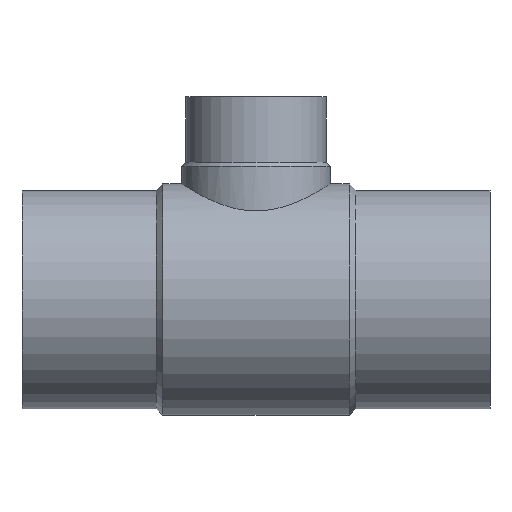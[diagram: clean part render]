
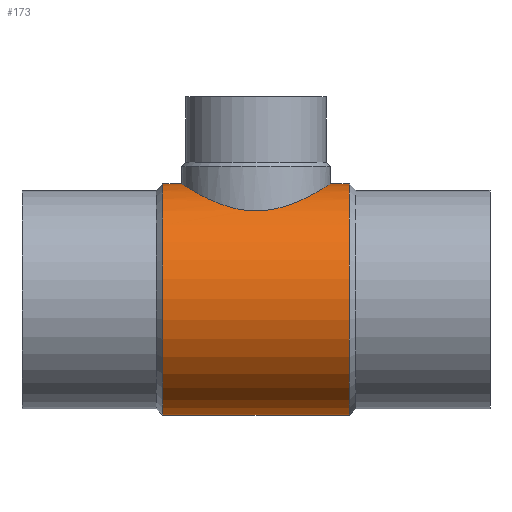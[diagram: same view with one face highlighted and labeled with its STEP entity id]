
A CAD part, top view. The second image highlights one B-rep face of the part: STEP entity #173.
In plain terms, the highlighted cylindrical face has radius 74.15 mm (diameter 148.3 mm), a partial arc.
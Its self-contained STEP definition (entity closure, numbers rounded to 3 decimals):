
#131 = VERTEX_POINT( '', #357 );
#165 = EDGE_CURVE( '', #203, #327, #398, .T. );
#173 = ADVANCED_FACE( '', ( #406 ), #407, .T. );
#177 = VERTEX_POINT( '', #412 );
#189 = VERTEX_POINT( '', #429 );
#195 = EDGE_CURVE( '', #189, #229, #436, .T. );
#203 = VERTEX_POINT( '', #444 );
#229 = VERTEX_POINT( '', #472 );
#253 = EDGE_CURVE( '', #131, #189, #498, .T. );
#293 = EDGE_CURVE( '', #177, #131, #544, .T. );
#303 = EDGE_CURVE( '', #203, #177, #554, .T. );
#327 = VERTEX_POINT( '', #580 );
#337 = EDGE_CURVE( '', #229, #327, #590, .T. );
#357 = CARTESIAN_POINT( '', ( -90.15, 74.15, 0. ) );
#398 = CIRCLE( '', #683, 74.15 );
#406 = FACE_OUTER_BOUND( '', #758, .T. );
#407 = CYLINDRICAL_SURFACE( '', #759, 74.15 );
#412 = CARTESIAN_POINT( '', ( -90.15, -74.15, 0. ) );
#429 = CARTESIAN_POINT( '', ( -102.3, 74.15, 0. ) );
#436 = B_SPLINE_CURVE_WITH_KNOTS( '', 3, ( #791, #792, #793, #794, #795, #796, #797, #798, #799, #800, #801, #802, #803, #804, #805, #806, #807, #808, #809, #810, #811, #812, #813, #814, #815, #816, #817, #818, #819, #820, #821, #822, #823, #824, #825, #826, #827, #828, #829, #830, #831, #832, #833, #834, #835, #836, #837, #838, #839, #840, #841, #842, #843, #844, #845, #846, #847, #848, #849, #850, #851, #852, #853, #854, #855, #856 ), .UNSPECIFIED., .F., .F., ( 4, 2, 2, 2, 2, 2, 2, 2, 2, 2, 2, 2, 2, 2, 2, 2, 2, 2, 2, 2, 2, 2, 2, 2, 2, 2, 2, 2, 2, 2, 2, 2, 4 ), ( 74.591, 79.231, 83.872, 88.512, 93.153, 97.793, 102.434, 107.074, 111.715, 116.398, 121.082, 125.765, 130.448, 135.132, 139.815, 144.498, 149.182, 153.865, 158.548, 163.232, 167.915, 172.598, 177.282, 181.965, 186.648, 191.289, 195.929, 200.57, 205.211, 209.851, 214.492, 219.132, 223.773 ), .UNSPECIFIED. );
#444 = CARTESIAN_POINT( '', ( -209.85, -74.15, 0. ) );
#472 = CARTESIAN_POINT( '', ( -197.7, 74.15, 0. ) );
#498 = LINE( '', #980, #981 );
#544 = CIRCLE( '', #1067, 74.15 );
#554 = LINE( '', #1081, #1082 );
#580 = CARTESIAN_POINT( '', ( -209.85, 74.15, 0. ) );
#590 = LINE( '', #1165, #1166 );
#683 = AXIS2_PLACEMENT_3D( '', #1233, #1234, #1235 );
#758 = EDGE_LOOP( '', ( #1240, #1241, #1242, #1243, #1244, #1245 ) );
#759 = AXIS2_PLACEMENT_3D( '', #1246, #1247, #1248 );
#791 = CARTESIAN_POINT( '', ( -102.3, 74.15, 0. ) );
#792 = CARTESIAN_POINT( '', ( -102.3, 74.15, 1.547 ) );
#793 = CARTESIAN_POINT( '', ( -102.376, 74.101, 3.113 ) );
#794 = CARTESIAN_POINT( '', ( -102.685, 73.903, 6.253 ) );
#795 = CARTESIAN_POINT( '', ( -102.919, 73.753, 7.826 ) );
#796 = CARTESIAN_POINT( '', ( -103.547, 73.354, 10.951 ) );
#797 = CARTESIAN_POINT( '', ( -103.94, 73.105, 12.502 ) );
#798 = CARTESIAN_POINT( '', ( -104.879, 72.517, 15.554 ) );
#799 = CARTESIAN_POINT( '', ( -105.425, 72.178, 17.055 ) );
#800 = CARTESIAN_POINT( '', ( -106.658, 71.423, 19.982 ) );
#801 = CARTESIAN_POINT( '', ( -107.346, 71.007, 21.41 ) );
#802 = CARTESIAN_POINT( '', ( -108.848, 70.115, 24.172 ) );
#803 = CARTESIAN_POINT( '', ( -109.662, 69.639, 25.505 ) );
#804 = CARTESIAN_POINT( '', ( -111.397, 68.649, 28.062 ) );
#805 = CARTESIAN_POINT( '', ( -112.317, 68.134, 29.284 ) );
#806 = CARTESIAN_POINT( '', ( -114.24, 67.09, 31.603 ) );
#807 = CARTESIAN_POINT( '', ( -115.242, 66.56, 32.7 ) );
#808 = CARTESIAN_POINT( '', ( -117.309, 65.504, 34.767 ) );
#809 = CARTESIAN_POINT( '', ( -118.413, 64.958, 35.775 ) );
#810 = CARTESIAN_POINT( '', ( -120.742, 63.858, 37.704 ) );
#811 = CARTESIAN_POINT( '', ( -121.967, 63.304, 38.624 ) );
#812 = CARTESIAN_POINT( '', ( -124.522, 62.215, 40.355 ) );
#813 = CARTESIAN_POINT( '', ( -125.853, 61.68, 41.166 ) );
#814 = CARTESIAN_POINT( '', ( -128.605, 60.655, 42.661 ) );
#815 = CARTESIAN_POINT( '', ( -130.026, 60.166, 43.345 ) );
#816 = CARTESIAN_POINT( '', ( -132.939, 59.263, 44.573 ) );
#817 = CARTESIAN_POINT( '', ( -134.433, 58.848, 45.116 ) );
#818 = CARTESIAN_POINT( '', ( -137.473, 58.118, 46.053 ) );
#819 = CARTESIAN_POINT( '', ( -139.019, 57.803, 46.446 ) );
#820 = CARTESIAN_POINT( '', ( -142.14, 57.292, 47.075 ) );
#821 = CARTESIAN_POINT( '', ( -143.714, 57.096, 47.31 ) );
#822 = CARTESIAN_POINT( '', ( -146.864, 56.836, 47.623 ) );
#823 = CARTESIAN_POINT( '', ( -148.439, 56.771, 47.7 ) );
#824 = CARTESIAN_POINT( '', ( -151.561, 56.771, 47.7 ) );
#825 = CARTESIAN_POINT( '', ( -153.136, 56.836, 47.623 ) );
#826 = CARTESIAN_POINT( '', ( -156.286, 57.096, 47.31 ) );
#827 = CARTESIAN_POINT( '', ( -157.86, 57.292, 47.075 ) );
#828 = CARTESIAN_POINT( '', ( -160.981, 57.803, 46.446 ) );
#829 = CARTESIAN_POINT( '', ( -162.527, 58.118, 46.053 ) );
#830 = CARTESIAN_POINT( '', ( -165.567, 58.848, 45.116 ) );
#831 = CARTESIAN_POINT( '', ( -167.061, 59.263, 44.573 ) );
#832 = CARTESIAN_POINT( '', ( -169.974, 60.166, 43.345 ) );
#833 = CARTESIAN_POINT( '', ( -171.395, 60.655, 42.661 ) );
#834 = CARTESIAN_POINT( '', ( -174.147, 61.68, 41.166 ) );
#835 = CARTESIAN_POINT( '', ( -175.478, 62.215, 40.355 ) );
#836 = CARTESIAN_POINT( '', ( -178.033, 63.304, 38.624 ) );
#837 = CARTESIAN_POINT( '', ( -179.258, 63.858, 37.704 ) );
#838 = CARTESIAN_POINT( '', ( -181.587, 64.958, 35.775 ) );
#839 = CARTESIAN_POINT( '', ( -182.691, 65.504, 34.767 ) );
#840 = CARTESIAN_POINT( '', ( -184.758, 66.56, 32.7 ) );
#841 = CARTESIAN_POINT( '', ( -185.76, 67.09, 31.603 ) );
#842 = CARTESIAN_POINT( '', ( -187.683, 68.134, 29.284 ) );
#843 = CARTESIAN_POINT( '', ( -188.603, 68.649, 28.062 ) );
#844 = CARTESIAN_POINT( '', ( -190.338, 69.639, 25.505 ) );
#845 = CARTESIAN_POINT( '', ( -191.152, 70.115, 24.172 ) );
#846 = CARTESIAN_POINT( '', ( -192.654, 71.007, 21.41 ) );
#847 = CARTESIAN_POINT( '', ( -193.342, 71.423, 19.982 ) );
#848 = CARTESIAN_POINT( '', ( -194.575, 72.178, 17.055 ) );
#849 = CARTESIAN_POINT( '', ( -195.121, 72.517, 15.554 ) );
#850 = CARTESIAN_POINT( '', ( -196.06, 73.105, 12.502 ) );
#851 = CARTESIAN_POINT( '', ( -196.453, 73.354, 10.951 ) );
#852 = CARTESIAN_POINT( '', ( -197.081, 73.753, 7.826 ) );
#853 = CARTESIAN_POINT( '', ( -197.315, 73.903, 6.253 ) );
#854 = CARTESIAN_POINT( '', ( -197.624, 74.101, 3.113 ) );
#855 = CARTESIAN_POINT( '', ( -197.7, 74.15, 1.547 ) );
#856 = CARTESIAN_POINT( '', ( -197.7, 74.15, 0. ) );
#980 = CARTESIAN_POINT( '', ( -150., 74.15, 0. ) );
#981 = VECTOR( '', #1362, 1. );
#1067 = AXIS2_PLACEMENT_3D( '', #1420, #1421, #1422 );
#1081 = CARTESIAN_POINT( '', ( -150., -74.15, 0. ) );
#1082 = VECTOR( '', #1427, 1. );
#1165 = CARTESIAN_POINT( '', ( -150., 74.15, 0. ) );
#1166 = VECTOR( '', #1455, 1. );
#1233 = CARTESIAN_POINT( '', ( -209.85, 0., 0. ) );
#1234 = DIRECTION( '', ( -1., 0., 0. ) );
#1235 = DIRECTION( '', ( 0., 1., 0. ) );
#1240 = ORIENTED_EDGE( '', *, *, #253, .T. );
#1241 = ORIENTED_EDGE( '', *, *, #195, .T. );
#1242 = ORIENTED_EDGE( '', *, *, #337, .T. );
#1243 = ORIENTED_EDGE( '', *, *, #165, .F. );
#1244 = ORIENTED_EDGE( '', *, *, #303, .T. );
#1245 = ORIENTED_EDGE( '', *, *, #293, .T. );
#1246 = CARTESIAN_POINT( '', ( -150., 0., 0. ) );
#1247 = DIRECTION( '', ( 1., 0., 0. ) );
#1248 = DIRECTION( '', ( 0., 1., 0. ) );
#1362 = DIRECTION( '', ( -1., 0., 0. ) );
#1420 = CARTESIAN_POINT( '', ( -90.15, 0., 0. ) );
#1421 = DIRECTION( '', ( -1., 0., 0. ) );
#1422 = DIRECTION( '', ( 0., 1., 0. ) );
#1427 = DIRECTION( '', ( 1., 0., 0. ) );
#1455 = DIRECTION( '', ( -1., 0., 0. ) );
